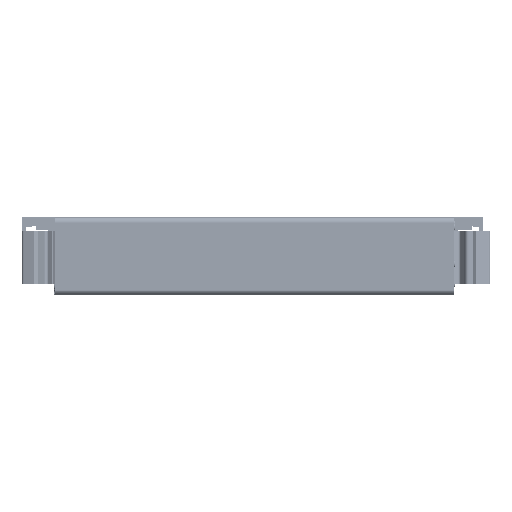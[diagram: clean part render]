
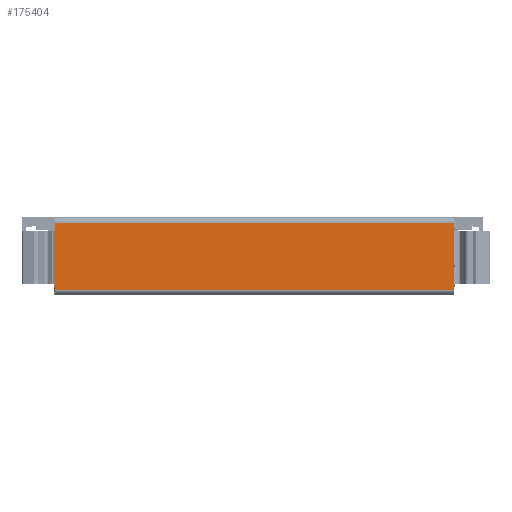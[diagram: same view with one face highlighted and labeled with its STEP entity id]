
A CAD part, left-side view. The second image highlights one B-rep face of the part: STEP entity #175404.
In plain terms, the highlighted planar face has unit normal (-1, 0, 0).
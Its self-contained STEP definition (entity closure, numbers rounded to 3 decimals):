
#13741=ORIENTED_EDGE('',*,*,#49705,.F.);
#13742=ORIENTED_EDGE('',*,*,#49706,.F.);
#13743=ORIENTED_EDGE('',*,*,#49707,.T.);
#13744=ORIENTED_EDGE('',*,*,#49708,.F.);
#49705=EDGE_CURVE('',#67407,#67408,#79042,.T.);
#49706=EDGE_CURVE('',#67409,#67407,#79043,.T.);
#49707=EDGE_CURVE('',#67409,#67410,#79044,.T.);
#49708=EDGE_CURVE('',#67408,#67410,#79045,.T.);
#67407=VERTEX_POINT('',#240652);
#67408=VERTEX_POINT('',#240653);
#67409=VERTEX_POINT('',#240655);
#67410=VERTEX_POINT('',#240657);
#79042=LINE('',#240651,#91794);
#79043=LINE('',#240654,#91795);
#79044=LINE('',#240656,#91796);
#79045=LINE('',#240658,#91797);
#91794=VECTOR('',#198229,1000.);
#91795=VECTOR('',#198230,1000.);
#91796=VECTOR('',#198231,1000.);
#91797=VECTOR('',#198232,1000.);
#102515=EDGE_LOOP('',(#13741,#13742,#13743,#13744));
#111209=FACE_BOUND('',#102515,.T.);
#119577=PLANE('',#183758);
#175404=ADVANCED_FACE('',(#111209),#119577,.T.);
#183758=AXIS2_PLACEMENT_3D('',#240650,#198227,#198228);
#198227=DIRECTION('',(-1.,0.,0.));
#198228=DIRECTION('',(0.,0.,1.));
#198229=DIRECTION('',(0.,0.,-1.));
#198230=DIRECTION('',(0.,-1.,0.));
#198231=DIRECTION('',(0.,0.,-1.));
#198232=DIRECTION('',(0.,1.,0.));
#240650=CARTESIAN_POINT('',(-13.075,25.2,0.));
#240651=CARTESIAN_POINT('',(-13.075,-22.02,-1.));
#240652=CARTESIAN_POINT('',(-13.075,-22.02,-1.));
#240653=CARTESIAN_POINT('',(-13.075,-22.02,-13.45));
#240654=CARTESIAN_POINT('',(-13.075,52.1,-1.));
#240655=CARTESIAN_POINT('',(-13.075,52.1,-1.));
#240656=CARTESIAN_POINT('',(-13.075,52.1,-1.));
#240657=CARTESIAN_POINT('',(-13.075,52.1,-13.45));
#240658=CARTESIAN_POINT('',(-13.075,20.12,-13.45));
